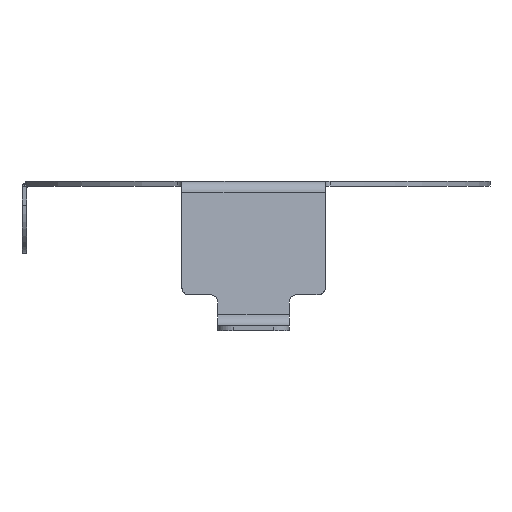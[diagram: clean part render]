
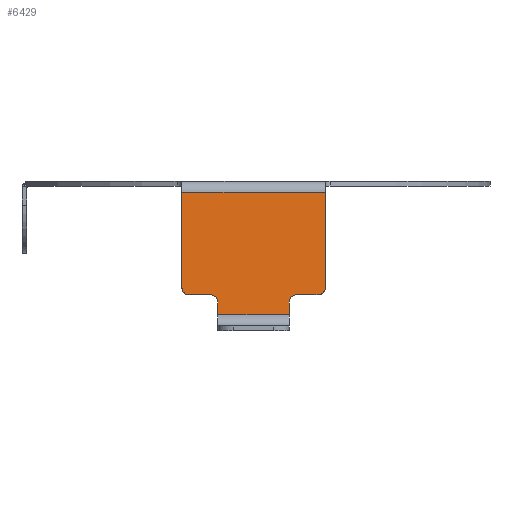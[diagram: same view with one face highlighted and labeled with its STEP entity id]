
A CAD part, front view. The second image highlights one B-rep face of the part: STEP entity #6429.
In plain terms, the highlighted planar face has unit normal (0, -0.996, 0.087).
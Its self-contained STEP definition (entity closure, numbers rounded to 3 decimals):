
#47 = LINE ( 'NONE', #9448, #5006 ) ;
#152 = CARTESIAN_POINT ( 'NONE',  ( -1.5, -10.523, 1.376 ) ) ;
#247 = VECTOR ( 'NONE', #5989, 1000. ) ;
#429 = ORIENTED_EDGE ( 'NONE', *, *, #10784, .F. ) ;
#865 = LINE ( 'NONE', #4481, #4273 ) ;
#1321 = DIRECTION ( 'NONE',  ( 0., 0.087, 0.996 ) ) ;
#1507 = ORIENTED_EDGE ( 'NONE', *, *, #7926, .T. ) ;
#1650 = ORIENTED_EDGE ( 'NONE', *, *, #6987, .T. ) ;
#1859 = VERTEX_POINT ( 'NONE', #9177 ) ;
#2099 = DIRECTION ( 'NONE',  ( 0., 0.087, 0.996 ) ) ;
#2156 = CARTESIAN_POINT ( 'NONE',  ( 1.5, -10.523, 1.376 ) ) ;
#2251 = ORIENTED_EDGE ( 'NONE', *, *, #14116, .T. ) ;
#2456 = EDGE_CURVE ( 'NONE', #3351, #2787, #47, .T. ) ;
#2463 = DIRECTION ( 'NONE',  ( -1., 0., 0. ) ) ;
#2622 = CARTESIAN_POINT ( 'NONE',  ( -3., -10.135, 5.794 ) ) ;
#2650 = CARTESIAN_POINT ( 'NONE',  ( 3., -10.512, 1.5 ) ) ;
#2787 = VERTEX_POINT ( 'NONE', #9562 ) ;
#2951 = VERTEX_POINT ( 'NONE', #10108 ) ;
#3122 = VERTEX_POINT ( 'NONE', #9920 ) ;
#3167 = ORIENTED_EDGE ( 'NONE', *, *, #11718, .T. ) ;
#3299 = DIRECTION ( 'NONE',  ( 1., 0., 0. ) ) ;
#3330 = CARTESIAN_POINT ( 'NONE',  ( -3., -10.095, 6.25 ) ) ;
#3345 = EDGE_CURVE ( 'NONE', #6476, #14114, #865, .T. ) ;
#3351 = VERTEX_POINT ( 'NONE', #9557 ) ;
#3708 = CARTESIAN_POINT ( 'NONE',  ( -2.7, -10.512, 1.5 ) ) ;
#3863 = CARTESIAN_POINT ( 'NONE',  ( 2.876, -10.512, 1.5 ) ) ;
#3937 = VERTEX_POINT ( 'NONE', #9801 ) ;
#4134 = CARTESIAN_POINT ( 'NONE',  ( -3., -10.135, 5.794 ) ) ;
#4229 = VECTOR ( 'NONE', #9767, 1000. ) ;
#4273 = VECTOR ( 'NONE', #3299, 1000. ) ;
#4481 = CARTESIAN_POINT ( 'NONE',  ( 3., -10.512, 1.5 ) ) ;
#4827 = CARTESIAN_POINT ( 'NONE',  ( -1.5, -10.586, 0.656 ) ) ;
#4836 = DIRECTION ( 'NONE',  ( 0., -0.087, -0.996 ) ) ;
#4840 = CARTESIAN_POINT ( 'NONE',  ( 1.5, -10.538, 1.2 ) ) ;
#4875 = DIRECTION ( 'NONE',  ( 0., 0.996, -0.087 ) ) ;
#4906 = ORIENTED_EDGE ( 'NONE', *, *, #5893, .T. ) ;
#5006 = VECTOR ( 'NONE', #2099, 1000. ) ;
#5462 = EDGE_CURVE ( 'NONE', #3122, #3937, #6188, .T. ) ;
#5830 = VECTOR ( 'NONE', #9169, 1000. ) ;
#5888 = EDGE_CURVE ( 'NONE', #14828, #2951, #8129, .T. ) ;
#5893 = EDGE_CURVE ( 'NONE', #11968, #8202, #11677, .T. ) ;
#5923 = VECTOR ( 'NONE', #2463, 1000. ) ;
#5955 = CARTESIAN_POINT ( 'NONE',  ( 3., -10.586, 0.656 ) ) ;
#5989 = DIRECTION ( 'NONE',  ( 0., -0.087, -0.996 ) ) ;
#6126 = CARTESIAN_POINT ( 'NONE',  ( 3., -10.095, 6.25 ) ) ;
#6188 = LINE ( 'NONE', #2650, #4229 ) ;
#6215 = ORIENTED_EDGE ( 'NONE', *, *, #3345, .T. ) ;
#6349 = ORIENTED_EDGE ( 'NONE', *, *, #5888, .T. ) ;
#6429 = ADVANCED_FACE ( 'NONE', ( #13126 ), #8164, .F. ) ;
#6476 = VERTEX_POINT ( 'NONE', #9927 ) ;
#6938 = EDGE_LOOP ( 'NONE', ( #8830, #2251, #14522, #1650, #6349, #1507, #6215, #12359, #4906, #429, #13585, #3167 ) ) ;
#6987 = EDGE_CURVE ( 'NONE', #12994, #14828, #7421, .T. ) ;
#7272 = EDGE_CURVE ( 'NONE', #14114, #11968, #8896, .T. ) ;
#7280 = VECTOR ( 'NONE', #4836, 1000. ) ;
#7390 = CARTESIAN_POINT ( 'NONE',  ( -1.624, -10.512, 1.5 ) ) ;
#7421 = LINE ( 'NONE', #2622, #5923 ) ;
#7486 = CARTESIAN_POINT ( 'NONE',  ( 2.7, -10.512, 1.5 ) ) ;
#7704 = LINE ( 'NONE', #11513, #5830 ) ;
#7785 = CARTESIAN_POINT ( 'NONE',  ( 3., -10.135, 5.794 ) ) ;
#7926 = EDGE_CURVE ( 'NONE', #2951, #6476, #15306, .T. ) ;
#8129 = LINE ( 'NONE', #3330, #247 ) ;
#8164 = PLANE ( 'NONE',  #10387 ) ;
#8202 = VERTEX_POINT ( 'NONE', #4827 ) ;
#8592 = CARTESIAN_POINT ( 'NONE',  ( -3., -10.486, 1.8 ) ) ;
#8830 = ORIENTED_EDGE ( 'NONE', *, *, #5462, .F. ) ;
#8895 = EDGE_CURVE ( 'NONE', #12994, #1859, #7704, .T. ) ;
#8896 =( BOUNDED_CURVE ( )  B_SPLINE_CURVE ( 3, ( #14398, #7390, #152, #12985 ),
 .UNSPECIFIED., .F., .F. ) 
 B_SPLINE_CURVE_WITH_KNOTS ( ( 4, 4 ),
 ( 0., 1.571 ),
 .UNSPECIFIED. ) 
 CURVE ( )  GEOMETRIC_REPRESENTATION_ITEM ( )  RATIONAL_B_SPLINE_CURVE ( ( 1., 0.805, 0.805, 1. ) ) 
 REPRESENTATION_ITEM ( '' )  );
#9169 = DIRECTION ( 'NONE',  ( 0., -0.087, -0.996 ) ) ;
#9177 = CARTESIAN_POINT ( 'NONE',  ( 3., -10.486, 1.8 ) ) ;
#9278 = CARTESIAN_POINT ( 'NONE',  ( -1.5, -10.095, 6.25 ) ) ;
#9435 = CARTESIAN_POINT ( 'NONE',  ( 1.8, -10.512, 1.5 ) ) ;
#9448 = CARTESIAN_POINT ( 'NONE',  ( 1.5, -10.095, 6.25 ) ) ;
#9557 = CARTESIAN_POINT ( 'NONE',  ( 1.5, -10.586, 0.656 ) ) ;
#9562 = CARTESIAN_POINT ( 'NONE',  ( 1.5, -10.538, 1.2 ) ) ;
#9593 = CARTESIAN_POINT ( 'NONE',  ( 1.624, -10.512, 1.5 ) ) ;
#9767 = DIRECTION ( 'NONE',  ( -1., 0., 0. ) ) ;
#9801 = CARTESIAN_POINT ( 'NONE',  ( 1.8, -10.512, 1.5 ) ) ;
#9822 = CARTESIAN_POINT ( 'NONE',  ( -2.876, -10.512, 1.5 ) ) ;
#9920 = CARTESIAN_POINT ( 'NONE',  ( 2.7, -10.512, 1.5 ) ) ;
#9927 = CARTESIAN_POINT ( 'NONE',  ( -2.7, -10.512, 1.5 ) ) ;
#10108 = CARTESIAN_POINT ( 'NONE',  ( -3., -10.486, 1.8 ) ) ;
#10387 = AXIS2_PLACEMENT_3D ( 'NONE', #6126, #4875, #1321 ) ;
#10784 = EDGE_CURVE ( 'NONE', #3351, #8202, #12104, .T. ) ;
#11290 = VECTOR ( 'NONE', #15428, 1000. ) ;
#11513 = CARTESIAN_POINT ( 'NONE',  ( 3., -10.095, 6.25 ) ) ;
#11677 = LINE ( 'NONE', #9278, #7280 ) ;
#11718 = EDGE_CURVE ( 'NONE', #2787, #3937, #12488, .T. ) ;
#11968 = VERTEX_POINT ( 'NONE', #14743 ) ;
#12104 = LINE ( 'NONE', #5955, #11290 ) ;
#12212 = CARTESIAN_POINT ( 'NONE',  ( 3., -10.501, 1.624 ) ) ;
#12359 = ORIENTED_EDGE ( 'NONE', *, *, #7272, .T. ) ;
#12488 =( BOUNDED_CURVE ( )  B_SPLINE_CURVE ( 3, ( #4840, #2156, #9593, #9435 ),
 .UNSPECIFIED., .F., .F. ) 
 B_SPLINE_CURVE_WITH_KNOTS ( ( 4, 4 ),
 ( 4.712, 6.283 ),
 .UNSPECIFIED. ) 
 CURVE ( )  GEOMETRIC_REPRESENTATION_ITEM ( )  RATIONAL_B_SPLINE_CURVE ( ( 1., 0.805, 0.805, 1. ) ) 
 REPRESENTATION_ITEM ( '' )  );
#12985 = CARTESIAN_POINT ( 'NONE',  ( -1.5, -10.538, 1.2 ) ) ;
#12994 = VERTEX_POINT ( 'NONE', #7785 ) ;
#13126 = FACE_OUTER_BOUND ( 'NONE', #6938, .T. ) ;
#13393 = CARTESIAN_POINT ( 'NONE',  ( -1.8, -10.512, 1.5 ) ) ;
#13585 = ORIENTED_EDGE ( 'NONE', *, *, #2456, .T. ) ;
#13676 =( BOUNDED_CURVE ( )  B_SPLINE_CURVE ( 3, ( #7486, #3863, #12212, #14300 ),
 .UNSPECIFIED., .F., .F. ) 
 B_SPLINE_CURVE_WITH_KNOTS ( ( 4, 4 ),
 ( 3.142, 4.712 ),
 .UNSPECIFIED. ) 
 CURVE ( )  GEOMETRIC_REPRESENTATION_ITEM ( )  RATIONAL_B_SPLINE_CURVE ( ( 1., 0.805, 0.805, 1. ) ) 
 REPRESENTATION_ITEM ( '' )  );
#14114 = VERTEX_POINT ( 'NONE', #13393 ) ;
#14116 = EDGE_CURVE ( 'NONE', #3122, #1859, #13676, .T. ) ;
#14300 = CARTESIAN_POINT ( 'NONE',  ( 3., -10.486, 1.8 ) ) ;
#14398 = CARTESIAN_POINT ( 'NONE',  ( -1.8, -10.512, 1.5 ) ) ;
#14522 = ORIENTED_EDGE ( 'NONE', *, *, #8895, .F. ) ;
#14743 = CARTESIAN_POINT ( 'NONE',  ( -1.5, -10.538, 1.2 ) ) ;
#14749 = CARTESIAN_POINT ( 'NONE',  ( -3., -10.501, 1.624 ) ) ;
#14828 = VERTEX_POINT ( 'NONE', #4134 ) ;
#15306 =( BOUNDED_CURVE ( )  B_SPLINE_CURVE ( 3, ( #8592, #14749, #9822, #3708 ),
 .UNSPECIFIED., .F., .F. ) 
 B_SPLINE_CURVE_WITH_KNOTS ( ( 4, 4 ),
 ( 4.712, 6.283 ),
 .UNSPECIFIED. ) 
 CURVE ( )  GEOMETRIC_REPRESENTATION_ITEM ( )  RATIONAL_B_SPLINE_CURVE ( ( 1., 0.805, 0.805, 1. ) ) 
 REPRESENTATION_ITEM ( '' )  );
#15428 = DIRECTION ( 'NONE',  ( -1., 0., 0. ) ) ;
